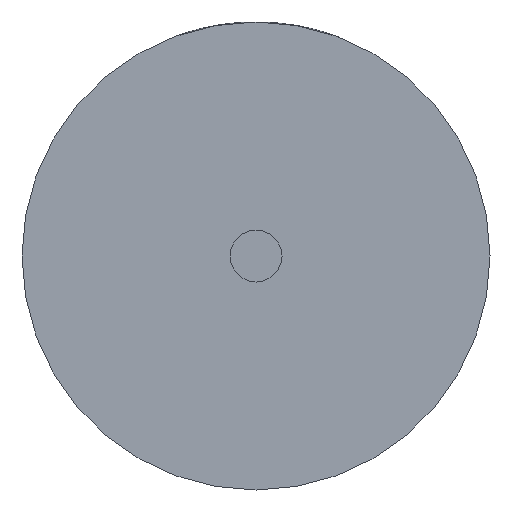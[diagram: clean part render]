
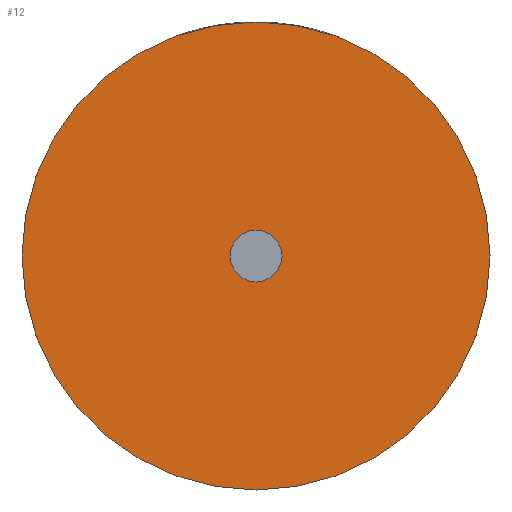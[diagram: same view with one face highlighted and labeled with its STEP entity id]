
A CAD part, front view. The second image highlights one B-rep face of the part: STEP entity #12.
In plain terms, the highlighted planar face has unit normal (0, -1, 0).
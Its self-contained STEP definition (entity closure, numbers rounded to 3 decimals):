
#12 = ADVANCED_FACE ( 'NONE', ( #216, #915 ), #1127, .F. ) ;
#111 = AXIS2_PLACEMENT_3D ( 'NONE', #278, #1050, #945 ) ;
#136 = DIRECTION ( 'NONE',  ( 0., 0., 1. ) ) ;
#152 = AXIS2_PLACEMENT_3D ( 'NONE', #273, #1343, #380 ) ;
#216 = FACE_BOUND ( 'NONE', #879, .T. ) ;
#242 = ORIENTED_EDGE ( 'NONE', *, *, #631, .F. ) ;
#273 = CARTESIAN_POINT ( 'NONE',  ( 0., 0., 0. ) ) ;
#278 = CARTESIAN_POINT ( 'NONE',  ( 0., 0., 0. ) ) ;
#299 = CARTESIAN_POINT ( 'NONE',  ( 0., 0., 4.5 ) ) ;
#380 = DIRECTION ( 'NONE',  ( 0., 0., 1. ) ) ;
#508 = CARTESIAN_POINT ( 'NONE',  ( 0., 0., 0.5 ) ) ;
#542 = CARTESIAN_POINT ( 'NONE',  ( 0., 0., -0.5 ) ) ;
#545 = EDGE_CURVE ( 'NONE', #1078, #1286, #547, .T. ) ;
#547 = CIRCLE ( 'NONE', #560, 0.5 ) ;
#560 = AXIS2_PLACEMENT_3D ( 'NONE', #737, #855, #862 ) ;
#603 = CIRCLE ( 'NONE', #111, 4.5 ) ;
#613 = DIRECTION ( 'NONE',  ( 0., 0., 1. ) ) ;
#631 = EDGE_CURVE ( 'NONE', #1286, #1078, #974, .T. ) ;
#645 = VERTEX_POINT ( 'NONE', #299 ) ;
#657 = DIRECTION ( 'NONE',  ( 0., 1., 0. ) ) ;
#730 = AXIS2_PLACEMENT_3D ( 'NONE', #1097, #657, #136 ) ;
#737 = CARTESIAN_POINT ( 'NONE',  ( 0., 0., 0. ) ) ;
#749 = ORIENTED_EDGE ( 'NONE', *, *, #545, .F. ) ;
#765 = AXIS2_PLACEMENT_3D ( 'NONE', #1258, #928, #613 ) ;
#771 = VERTEX_POINT ( 'NONE', #858 ) ;
#807 = ORIENTED_EDGE ( 'NONE', *, *, #1189, .F. ) ;
#855 = DIRECTION ( 'NONE',  ( 0., -1., 0. ) ) ;
#858 = CARTESIAN_POINT ( 'NONE',  ( 0., 0., -4.5 ) ) ;
#862 = DIRECTION ( 'NONE',  ( 0., 0., 1. ) ) ;
#879 = EDGE_LOOP ( 'NONE', ( #242, #749 ) ) ;
#915 = FACE_OUTER_BOUND ( 'NONE', #1047, .T. ) ;
#928 = DIRECTION ( 'NONE',  ( 0., -1., 0. ) ) ;
#945 = DIRECTION ( 'NONE',  ( 0., 0., 1. ) ) ;
#974 = CIRCLE ( 'NONE', #765, 0.5 ) ;
#1047 = EDGE_LOOP ( 'NONE', ( #807, #1281 ) ) ;
#1050 = DIRECTION ( 'NONE',  ( 0., 1., 0. ) ) ;
#1078 = VERTEX_POINT ( 'NONE', #542 ) ;
#1097 = CARTESIAN_POINT ( 'NONE',  ( 0., 0., 0. ) ) ;
#1127 = PLANE ( 'NONE',  #152 ) ;
#1156 = CIRCLE ( 'NONE', #730, 4.5 ) ;
#1189 = EDGE_CURVE ( 'NONE', #771, #645, #1156, .T. ) ;
#1254 = EDGE_CURVE ( 'NONE', #645, #771, #603, .T. ) ;
#1258 = CARTESIAN_POINT ( 'NONE',  ( 0., 0., 0. ) ) ;
#1281 = ORIENTED_EDGE ( 'NONE', *, *, #1254, .F. ) ;
#1286 = VERTEX_POINT ( 'NONE', #508 ) ;
#1343 = DIRECTION ( 'NONE',  ( 0., 1., 0. ) ) ;
